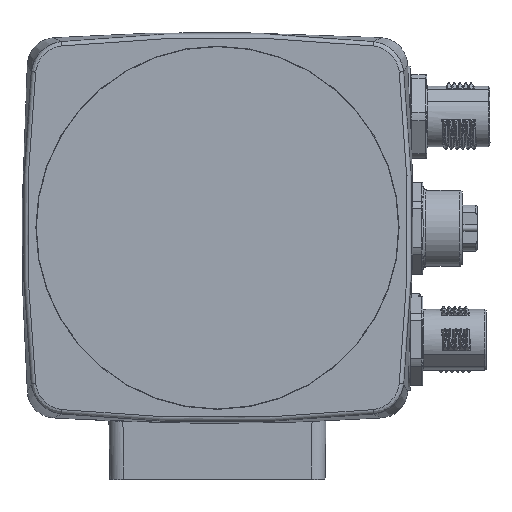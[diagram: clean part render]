
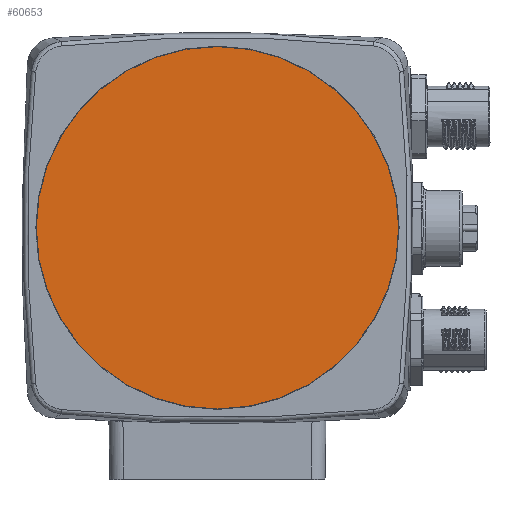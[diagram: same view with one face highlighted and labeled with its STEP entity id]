
A CAD part, top view. The second image highlights one B-rep face of the part: STEP entity #60653.
In plain terms, the highlighted planar face has unit normal (0, 0, 1).
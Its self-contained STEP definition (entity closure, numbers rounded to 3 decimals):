
#60565=CARTESIAN_POINT('',(0.,0.,5.94));
#60566=DIRECTION('',(0.,0.,-1.));
#60567=DIRECTION('',(-1.,0.,0.));
#60568=AXIS2_PLACEMENT_3D('',#60565,#60566,#60567);
#60570=CARTESIAN_POINT('',(0.,0.,5.94));
#60571=DIRECTION('',(0.,0.,-1.));
#60572=DIRECTION('',(1.,0.,0.));
#60573=AXIS2_PLACEMENT_3D('',#60570,#60571,#60572);
#60579=CARTESIAN_POINT('',(32.45,0.,5.94));
#60580=VERTEX_POINT('',#60579);
#60581=CARTESIAN_POINT('',(-32.45,0.,5.94));
#60582=VERTEX_POINT('',#60581);
#60644=CARTESIAN_POINT('',(0.,0.,5.94));
#60645=DIRECTION('',(0.,0.,1.));
#60646=DIRECTION('',(1.,0.,0.));
#60647=AXIS2_PLACEMENT_3D('',#60644,#60645,#60646);
#60648=PLANE('',#60647);
#60649=ORIENTED_EDGE('',*,*,#60610,.T.);
#60650=ORIENTED_EDGE('',*,*,#60631,.T.);
#60651=EDGE_LOOP('',(#60649,#60650));
#60652=FACE_OUTER_BOUND('',#60651,.F.);
#60653=ADVANCED_FACE('',(#60652),#60648,.T.);
#60569=CIRCLE('',#60568,32.45);
#60574=CIRCLE('',#60573,32.45);
#60610=EDGE_CURVE('',#60582,#60580,#60569,.T.);
#60631=EDGE_CURVE('',#60580,#60582,#60574,.T.);
